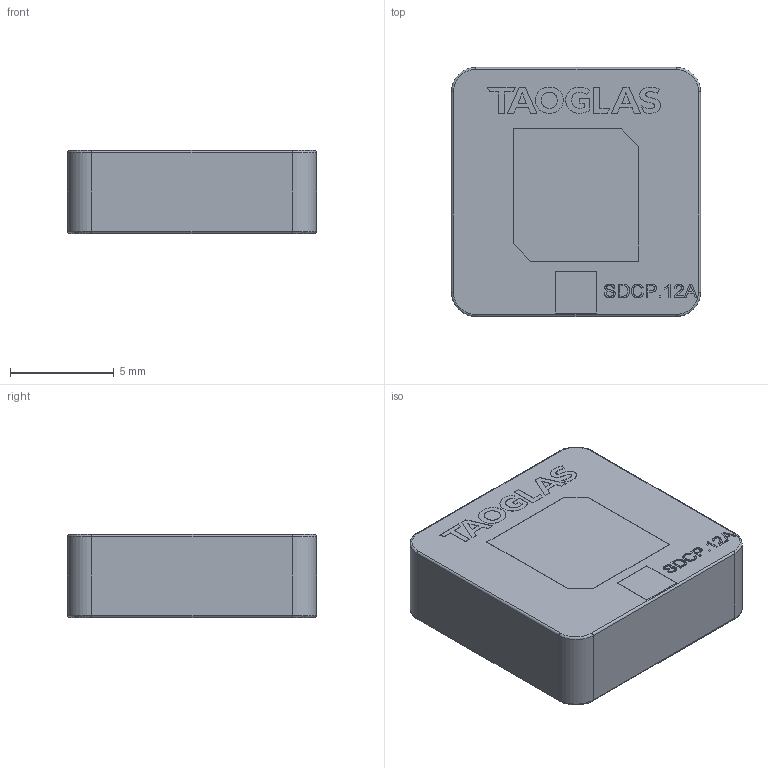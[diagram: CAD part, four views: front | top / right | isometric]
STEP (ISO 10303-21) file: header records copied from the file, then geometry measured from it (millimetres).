
FILE_DESCRIPTION (( 'STEP AP214' ), '1' );
FILE_NAME ('SDCP.5900.12.4.A.40.STEP', '2022-08-05T13:57:14', ( '' ), ( '' ), 'SwSTEP 2.0', 'SolidWorks 2018', '' );
FILE_SCHEMA (( 'AUTOMOTIVE_DESIGN' ));
Length unit declared in the file: millimetre
Products named in the file (1): SDCP.5900.12.4.A.40
Bounding box: 12 x 12 x 4.02 mm (x, y, z)
Volume: 573.1 mm3; surface area: 467.3 mm2
Topology: 1 solids, 1 shells, 270 faces, 713 edges, 470 vertices
Faces by surface type: plane 139, bspline 115, cylinder 16
Entity records: 12860 total; most frequent: CARTESIAN_POINT 5221, ORIENTED_EDGE 1426, DIRECTION 835, EDGE_CURVE 713, VERTEX_POINT 470, LINE 459, VECTOR 459, EDGE_LOOP 295
